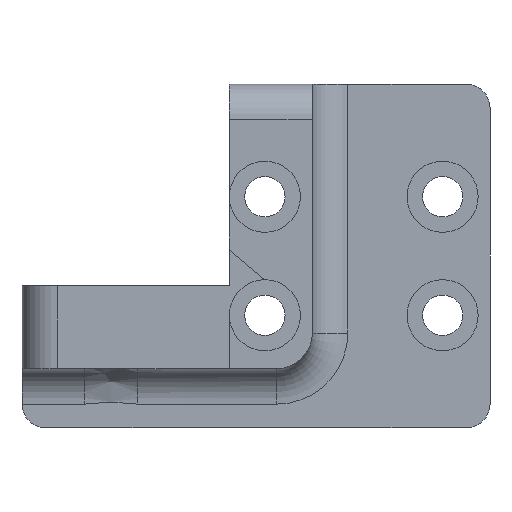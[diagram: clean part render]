
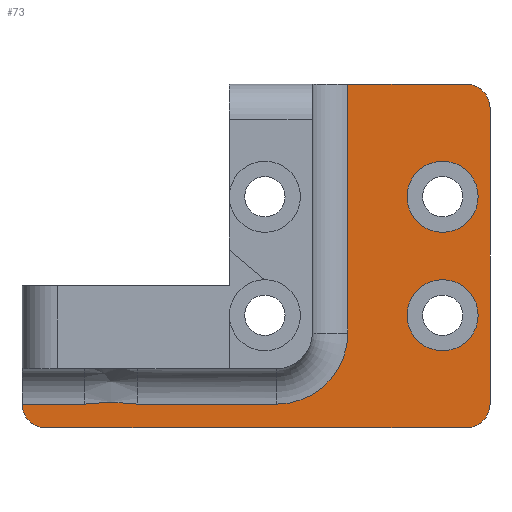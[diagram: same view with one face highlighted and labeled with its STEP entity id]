
A CAD part, front view. The second image highlights one B-rep face of the part: STEP entity #73.
In plain terms, the highlighted planar face has unit normal (0, -1, 0).
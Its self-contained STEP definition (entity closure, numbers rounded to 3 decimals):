
#21 = EDGE_CURVE('',#22,#24,#26,.T.);
#22 = VERTEX_POINT('',#23);
#23 = CARTESIAN_POINT('',(49.5,45.,120.));
#24 = VERTEX_POINT('',#25);
#25 = CARTESIAN_POINT('',(39.5,45.,120.));
#26 = LINE('',#27,#28);
#27 = CARTESIAN_POINT('',(51.5,45.,120.));
#28 = VECTOR('',#29,1.);
#29 = DIRECTION('',(-1.,-0.,-0.));
#73 = ADVANCED_FACE('',(#74,#180,#191),#202,.F.);
#74 = FACE_BOUND('',#75,.T.);
#75 = EDGE_LOOP('',(#76,#86,#94,#103,#111,#118,#119,#127,#136,#144,#165,
    #173));
#76 = ORIENTED_EDGE('',*,*,#77,.T.);
#77 = EDGE_CURVE('',#78,#80,#82,.T.);
#78 = VERTEX_POINT('',#79);
#79 = CARTESIAN_POINT('',(14.,45.,91.));
#80 = VERTEX_POINT('',#81);
#81 = CARTESIAN_POINT('',(29.5,45.,91.));
#82 = LINE('',#83,#84);
#83 = CARTESIAN_POINT('',(12.,45.,91.));
#84 = VECTOR('',#85,1.);
#85 = DIRECTION('',(1.,0.,0.));
#86 = ORIENTED_EDGE('',*,*,#87,.T.);
#87 = EDGE_CURVE('',#80,#88,#90,.T.);
#88 = VERTEX_POINT('',#89);
#89 = CARTESIAN_POINT('',(49.5,45.,91.));
#90 = LINE('',#91,#92);
#91 = CARTESIAN_POINT('',(29.5,45.,91.));
#92 = VECTOR('',#93,1.);
#93 = DIRECTION('',(1.,0.,0.));
#94 = ORIENTED_EDGE('',*,*,#95,.F.);
#95 = EDGE_CURVE('',#96,#88,#98,.T.);
#96 = VERTEX_POINT('',#97);
#97 = CARTESIAN_POINT('',(51.5,45.,93.));
#98 = CIRCLE('',#99,2.);
#99 = AXIS2_PLACEMENT_3D('',#100,#101,#102);
#100 = CARTESIAN_POINT('',(49.5,45.,93.));
#101 = DIRECTION('',(0.,1.,0.));
#102 = DIRECTION('',(0.,0.,-1.));
#103 = ORIENTED_EDGE('',*,*,#104,.T.);
#104 = EDGE_CURVE('',#96,#105,#107,.T.);
#105 = VERTEX_POINT('',#106);
#106 = CARTESIAN_POINT('',(51.5,45.,118.));
#107 = LINE('',#108,#109);
#108 = CARTESIAN_POINT('',(51.5,45.,91.));
#109 = VECTOR('',#110,1.);
#110 = DIRECTION('',(0.,0.,1.));
#111 = ORIENTED_EDGE('',*,*,#112,.F.);
#112 = EDGE_CURVE('',#22,#105,#113,.T.);
#113 = CIRCLE('',#114,2.);
#114 = AXIS2_PLACEMENT_3D('',#115,#116,#117);
#115 = CARTESIAN_POINT('',(49.5,45.,118.));
#116 = DIRECTION('',(0.,1.,0.));
#117 = DIRECTION('',(0.,0.,-1.));
#118 = ORIENTED_EDGE('',*,*,#21,.T.);
#119 = ORIENTED_EDGE('',*,*,#120,.F.);
#120 = EDGE_CURVE('',#121,#24,#123,.T.);
#121 = VERTEX_POINT('',#122);
#122 = CARTESIAN_POINT('',(39.5,45.,99.));
#123 = LINE('',#124,#125);
#124 = CARTESIAN_POINT('',(39.5,45.,96.));
#125 = VECTOR('',#126,1.);
#126 = DIRECTION('',(0.,0.,1.));
#127 = ORIENTED_EDGE('',*,*,#128,.T.);
#128 = EDGE_CURVE('',#121,#129,#131,.T.);
#129 = VERTEX_POINT('',#130);
#130 = CARTESIAN_POINT('',(33.5,45.,93.));
#131 = CIRCLE('',#132,6.);
#132 = AXIS2_PLACEMENT_3D('',#133,#134,#135);
#133 = CARTESIAN_POINT('',(33.5,45.,99.));
#134 = DIRECTION('',(-0.,1.,0.));
#135 = DIRECTION('',(1.,0.,0.));
#136 = ORIENTED_EDGE('',*,*,#137,.F.);
#137 = EDGE_CURVE('',#138,#129,#140,.T.);
#138 = VERTEX_POINT('',#139);
#139 = CARTESIAN_POINT('',(21.736,45.,93.));
#140 = LINE('',#141,#142);
#141 = CARTESIAN_POINT('',(12.,45.,93.));
#142 = VECTOR('',#143,1.);
#143 = DIRECTION('',(1.,0.,0.));
#144 = ORIENTED_EDGE('',*,*,#145,.F.);
#145 = EDGE_CURVE('',#146,#138,#148,.T.);
#146 = VERTEX_POINT('',#147);
#147 = CARTESIAN_POINT('',(17.264,45.,93.));
#148 = ( BOUNDED_CURVE() B_SPLINE_CURVE(8,(#149,#150,#151,#152,#153,#154
    ,#155,#156,#157,#158,#159,#160,#161,#162,#163,#164),.UNSPECIFIED.,
.F.,.F.) B_SPLINE_CURVE_WITH_KNOTS((9,7,9),(5.264,7.5,
9.736),.UNSPECIFIED.) CURVE() GEOMETRIC_REPRESENTATION_ITEM() 
RATIONAL_B_SPLINE_CURVE((1.,1.,1.,1.,1.,1.,1.,1.,1.,1.,1.,1.,1.,1.,1.,1.
)) REPRESENTATION_ITEM('') );
#149 = CARTESIAN_POINT('',(17.264,45.,93.));
#150 = CARTESIAN_POINT('',(17.543,45.,93.));
#151 = CARTESIAN_POINT('',(17.823,45.,93.037));
#152 = CARTESIAN_POINT('',(18.102,45.,93.072));
#153 = CARTESIAN_POINT('',(18.382,45.,93.111));
#154 = CARTESIAN_POINT('',(18.661,45.,93.139));
#155 = CARTESIAN_POINT('',(18.941,45.,93.161));
#156 = CARTESIAN_POINT('',(19.22,45.,93.172));
#157 = CARTESIAN_POINT('',(19.78,45.,93.172));
#158 = CARTESIAN_POINT('',(20.059,45.,93.161));
#159 = CARTESIAN_POINT('',(20.339,45.,93.139));
#160 = CARTESIAN_POINT('',(20.618,45.,93.111));
#161 = CARTESIAN_POINT('',(20.898,45.,93.072));
#162 = CARTESIAN_POINT('',(21.177,45.,93.037));
#163 = CARTESIAN_POINT('',(21.457,45.,93.));
#164 = CARTESIAN_POINT('',(21.736,45.,93.));
#165 = ORIENTED_EDGE('',*,*,#166,.F.);
#166 = EDGE_CURVE('',#167,#146,#169,.T.);
#167 = VERTEX_POINT('',#168);
#168 = CARTESIAN_POINT('',(12.,45.,93.));
#169 = LINE('',#170,#171);
#170 = CARTESIAN_POINT('',(12.,45.,93.));
#171 = VECTOR('',#172,1.);
#172 = DIRECTION('',(1.,0.,0.));
#173 = ORIENTED_EDGE('',*,*,#174,.T.);
#174 = EDGE_CURVE('',#167,#78,#175,.T.);
#175 = CIRCLE('',#176,2.);
#176 = AXIS2_PLACEMENT_3D('',#177,#178,#179);
#177 = CARTESIAN_POINT('',(14.,45.,93.));
#178 = DIRECTION('',(-0.,-1.,0.));
#179 = DIRECTION('',(-0.,0.,-1.));
#180 = FACE_BOUND('',#181,.T.);
#181 = EDGE_LOOP('',(#182));
#182 = ORIENTED_EDGE('',*,*,#183,.T.);
#183 = EDGE_CURVE('',#184,#184,#186,.T.);
#184 = VERTEX_POINT('',#185);
#185 = CARTESIAN_POINT('',(44.5,45.,100.5));
#186 = CIRCLE('',#187,3.);
#187 = AXIS2_PLACEMENT_3D('',#188,#189,#190);
#188 = CARTESIAN_POINT('',(47.5,45.,100.5));
#189 = DIRECTION('',(0.,1.,0.));
#190 = DIRECTION('',(-1.,0.,0.));
#191 = FACE_BOUND('',#192,.T.);
#192 = EDGE_LOOP('',(#193));
#193 = ORIENTED_EDGE('',*,*,#194,.T.);
#194 = EDGE_CURVE('',#195,#195,#197,.T.);
#195 = VERTEX_POINT('',#196);
#196 = CARTESIAN_POINT('',(44.5,45.,110.5));
#197 = CIRCLE('',#198,3.);
#198 = AXIS2_PLACEMENT_3D('',#199,#200,#201);
#199 = CARTESIAN_POINT('',(47.5,45.,110.5));
#200 = DIRECTION('',(0.,1.,0.));
#201 = DIRECTION('',(-1.,0.,0.));
#202 = PLANE('',#203);
#203 = AXIS2_PLACEMENT_3D('',#204,#205,#206);
#204 = CARTESIAN_POINT('',(35.168,45.,103.774));
#205 = DIRECTION('',(0.,1.,0.));
#206 = DIRECTION('',(0.,0.,-1.));
